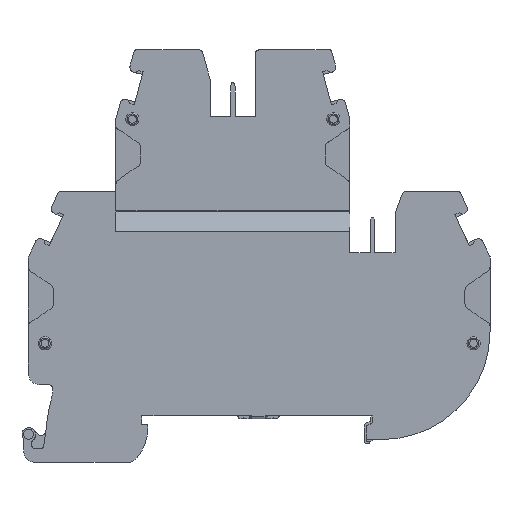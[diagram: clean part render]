
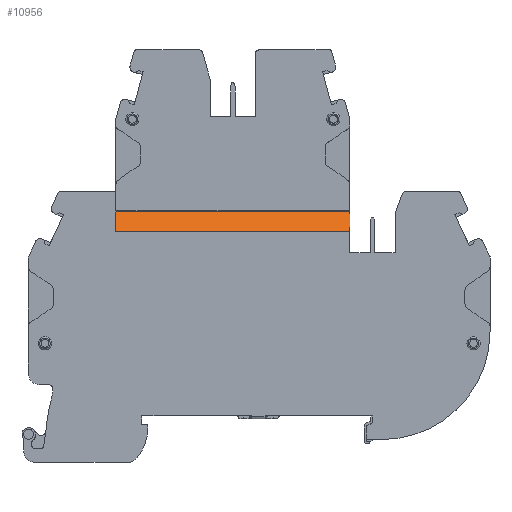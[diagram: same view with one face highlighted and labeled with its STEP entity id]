
A CAD part, front view. The second image highlights one B-rep face of the part: STEP entity #10956.
In plain terms, the highlighted planar face has unit normal (0, -0.768, 0.64).
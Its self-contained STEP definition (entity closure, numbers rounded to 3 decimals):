
#2136=ORIENTED_EDGE('',*,*,#3237,.T.);
#2137=ORIENTED_EDGE('',*,*,#3923,.T.);
#2138=ORIENTED_EDGE('',*,*,#3924,.T.);
#2139=ORIENTED_EDGE('',*,*,#3799,.T.);
#3237=EDGE_CURVE('',#4386,#4385,#5092,.T.);
#3799=EDGE_CURVE('',#4779,#4386,#5402,.T.);
#3923=EDGE_CURVE('',#4385,#4848,#5474,.T.);
#3924=EDGE_CURVE('',#4848,#4779,#5475,.T.);
#4385=VERTEX_POINT('',#14764);
#4386=VERTEX_POINT('',#14766);
#4779=VERTEX_POINT('',#16104);
#4848=VERTEX_POINT('',#16415);
#5092=LINE('',#14765,#5798);
#5402=LINE('',#16103,#6108);
#5474=LINE('',#16414,#6180);
#5475=LINE('',#16416,#6181);
#5798=VECTOR('',#12289,1000.);
#6108=VECTOR('',#13425,1000.);
#6180=VECTOR('',#13677,1000.);
#6181=VECTOR('',#13678,1000.);
#6686=EDGE_LOOP('',(#2136,#2137,#2138,#2139));
#7176=FACE_BOUND('',#6686,.T.);
#7475=PLANE('',#11736);
#10956=ADVANCED_FACE('',(#7176),#7475,.T.);
#11736=AXIS2_PLACEMENT_3D('',#16413,#13675,#13676);
#12289=DIRECTION('',(1.,0.,0.));
#13425=DIRECTION('',(0.,-0.64,-0.768));
#13675=DIRECTION('',(0.,-0.768,0.64));
#13676=DIRECTION('',(0.,-0.64,-0.768));
#13677=DIRECTION('',(0.,0.64,0.768));
#13678=DIRECTION('',(-1.,0.,0.));
#14764=CARTESIAN_POINT('',(-9.,-2.5,7.8));
#14765=CARTESIAN_POINT('',(-103.808,-2.5,7.8));
#14766=CARTESIAN_POINT('',(-44.5,-2.5,7.8));
#16103=CARTESIAN_POINT('',(-44.5,-2.5,7.8));
#16104=CARTESIAN_POINT('',(-44.5,-0.058,10.73));
#16413=CARTESIAN_POINT('',(-103.808,-2.5,7.8));
#16414=CARTESIAN_POINT('',(-9.,-2.5,7.8));
#16415=CARTESIAN_POINT('',(-9.,-0.058,10.73));
#16416=CARTESIAN_POINT('',(-103.808,-0.058,10.73));
